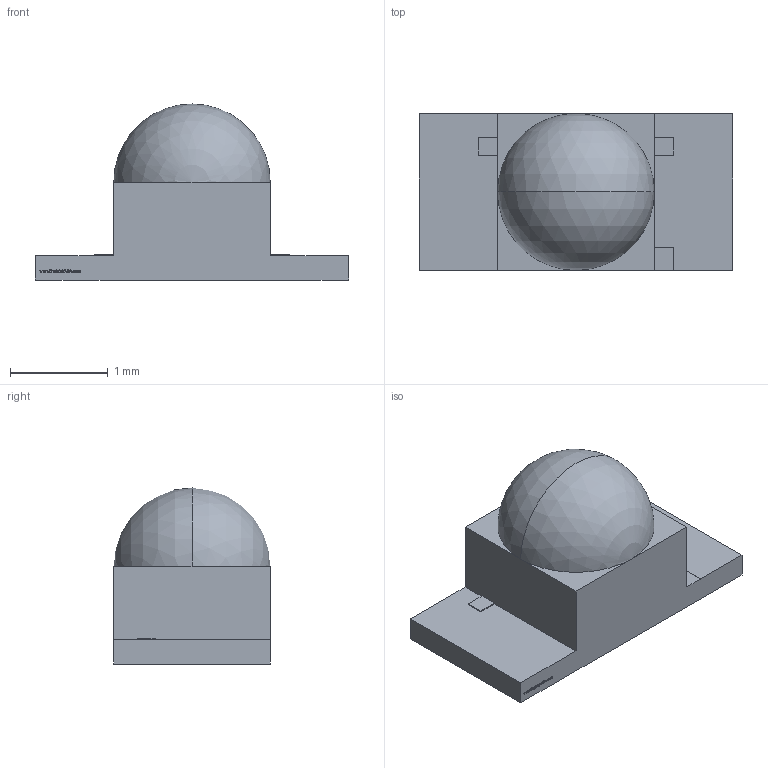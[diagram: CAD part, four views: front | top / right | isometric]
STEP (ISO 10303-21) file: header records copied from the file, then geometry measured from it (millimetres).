
FILE_DESCRIPTION(('FreeCAD Model'),'2;1');
FILE_NAME('APTD32.step', '2017-01-18T14:28:29',('kicad StepUp'),('ksu MCAD'), 'Open CASCADE STEP processor 6.8','FreeCAD','Unknown');
FILE_SCHEMA(('AUTOMOTIVE_DESIGN_CC2 { 1 2 10303 214 -1 1 5 4 }'));
Length unit declared in the file: millimetre
Products named in the file (1): APTD32
Bounding box: 3.2 x 1.6 x 1.8 mm (x, y, z)
Volume: 4.3 mm3; surface area: 19.5 mm2
Topology: 1 solids, 1 shells, 317 faces, 865 edges, 576 vertices
Faces by surface type: plane 199, bspline 116, sphere 2
Entity records: 17611 total; most frequent: CARTESIAN_POINT 8145, ORIENTED_EDGE 1726, DIRECTION 1041, EDGE_CURVE 863, LINE 625, VECTOR 625, VERTEX_POINT 576, FACE_BOUND 345
